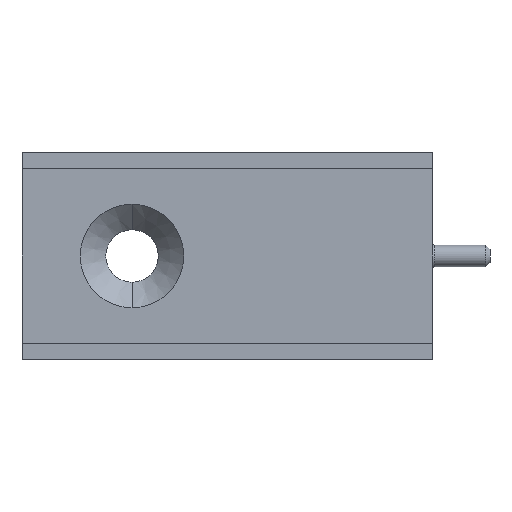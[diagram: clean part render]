
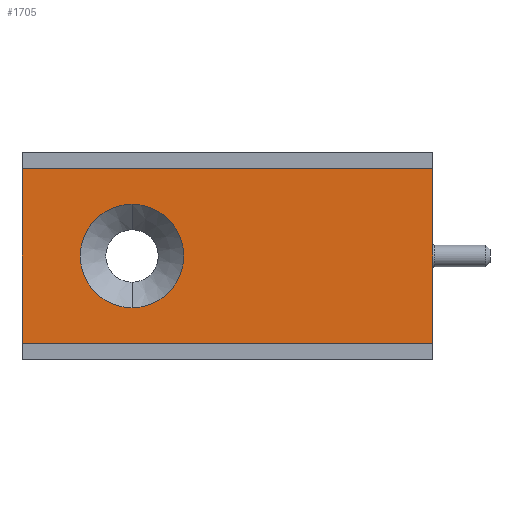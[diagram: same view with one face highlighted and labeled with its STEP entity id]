
A CAD part, front view. The second image highlights one B-rep face of the part: STEP entity #1705.
In plain terms, the highlighted planar face has unit normal (0, -1, 0).
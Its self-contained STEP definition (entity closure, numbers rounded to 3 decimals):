
#171 = ORIENTED_EDGE ( 'NONE', *, *, #366, .F. ) ;
#180 = EDGE_CURVE ( 'NONE', #373, #1228, #774, .T. ) ;
#181 = EDGE_LOOP ( 'NONE', ( #184, #1662, #1752, #1766 ) ) ;
#184 = ORIENTED_EDGE ( 'NONE', *, *, #1703, .T. ) ;
#366 = EDGE_CURVE ( 'NONE', #438, #481, #1119, .T. ) ;
#373 = VERTEX_POINT ( 'NONE', #1105 ) ;
#377 = EDGE_CURVE ( 'NONE', #373, #378, #1153, .T. ) ;
#378 = VERTEX_POINT ( 'NONE', #1154 ) ;
#438 = VERTEX_POINT ( 'NONE', #1274 ) ;
#481 = VERTEX_POINT ( 'NONE', #1324 ) ;
#763 = CARTESIAN_POINT ( 'NONE',  ( 25., 1., 11.6 ) ) ;
#774 = LINE ( 'NONE', #763, #820 ) ;
#819 = DIRECTION ( 'NONE',  ( -1., 0., 0. ) ) ;
#820 = VECTOR ( 'NONE', #819, 1000. ) ;
#1096 = DIRECTION ( 'NONE',  ( 0., 0., -1. ) ) ;
#1097 = DIRECTION ( 'NONE',  ( 0., -1., 0. ) ) ;
#1101 = CARTESIAN_POINT ( 'NONE',  ( 6.7, 1., 6.3 ) ) ;
#1105 = CARTESIAN_POINT ( 'NONE',  ( 25., 1., 11.6 ) ) ;
#1106 = AXIS2_PLACEMENT_3D ( 'NONE', #1101, #1097, #1096 ) ;
#1119 = CIRCLE ( 'NONE', #1106, 3.15 ) ;
#1150 = DIRECTION ( 'NONE',  ( 0., 0., -1. ) ) ;
#1151 = VECTOR ( 'NONE', #1150, 1000. ) ;
#1152 = CARTESIAN_POINT ( 'NONE',  ( 25., 1., 1. ) ) ;
#1153 = LINE ( 'NONE', #1152, #1151 ) ;
#1154 = CARTESIAN_POINT ( 'NONE',  ( 25., 1., 1. ) ) ;
#1226 = ORIENTED_EDGE ( 'NONE', *, *, #1704, .F. ) ;
#1228 = VERTEX_POINT ( 'NONE', #1383 ) ;
#1274 = CARTESIAN_POINT ( 'NONE',  ( 6.7, 1., 9.45 ) ) ;
#1324 = CARTESIAN_POINT ( 'NONE',  ( 6.7, 1., 3.15 ) ) ;
#1383 = CARTESIAN_POINT ( 'NONE',  ( 0., 1., 11.6 ) ) ;
#1472 = AXIS2_PLACEMENT_3D ( 'NONE', #1476, #1475, #1527 ) ;
#1473 = DIRECTION ( 'NONE',  ( 0., 0., -1. ) ) ;
#1474 = DIRECTION ( 'NONE',  ( 0., -1., 0. ) ) ;
#1475 = DIRECTION ( 'NONE',  ( 0., 1., 0. ) ) ;
#1476 = CARTESIAN_POINT ( 'NONE',  ( 25., 1., 1. ) ) ;
#1479 = DIRECTION ( 'NONE',  ( 0., 0., -1. ) ) ;
#1480 = VECTOR ( 'NONE', #1479, 1000. ) ;
#1481 = PLANE ( 'NONE',  #1472 ) ;
#1482 = CARTESIAN_POINT ( 'NONE',  ( 0., 1., 1. ) ) ;
#1483 = LINE ( 'NONE', #1482, #1480 ) ;
#1484 = CARTESIAN_POINT ( 'NONE',  ( 6.7, 1., 6.3 ) ) ;
#1485 = AXIS2_PLACEMENT_3D ( 'NONE', #1484, #1474, #1473 ) ;
#1488 = CIRCLE ( 'NONE', #1485, 3.15 ) ;
#1496 = FACE_OUTER_BOUND ( 'NONE', #181, .T. ) ;
#1499 = CARTESIAN_POINT ( 'NONE',  ( 0., 1., 1. ) ) ;
#1500 = FACE_BOUND ( 'NONE', #1707, .T. ) ;
#1527 = DIRECTION ( 'NONE',  ( 0., 0., 1. ) ) ;
#1531 = CARTESIAN_POINT ( 'NONE',  ( 25., 1., 1. ) ) ;
#1532 = LINE ( 'NONE', #1531, #1588 ) ;
#1587 = DIRECTION ( 'NONE',  ( -1., 0., 0. ) ) ;
#1588 = VECTOR ( 'NONE', #1587, 1000. ) ;
#1662 = ORIENTED_EDGE ( 'NONE', *, *, #1743, .F. ) ;
#1702 = VERTEX_POINT ( 'NONE', #1499 ) ;
#1703 = EDGE_CURVE ( 'NONE', #1228, #1702, #1483, .T. ) ;
#1704 = EDGE_CURVE ( 'NONE', #481, #438, #1488, .T. ) ;
#1705 = ADVANCED_FACE ( 'NONE', ( #1500, #1496 ), #1481, .F. ) ;
#1707 = EDGE_LOOP ( 'NONE', ( #1226, #171 ) ) ;
#1743 = EDGE_CURVE ( 'NONE', #378, #1702, #1532, .T. ) ;
#1752 = ORIENTED_EDGE ( 'NONE', *, *, #377, .F. ) ;
#1766 = ORIENTED_EDGE ( 'NONE', *, *, #180, .T. ) ;
